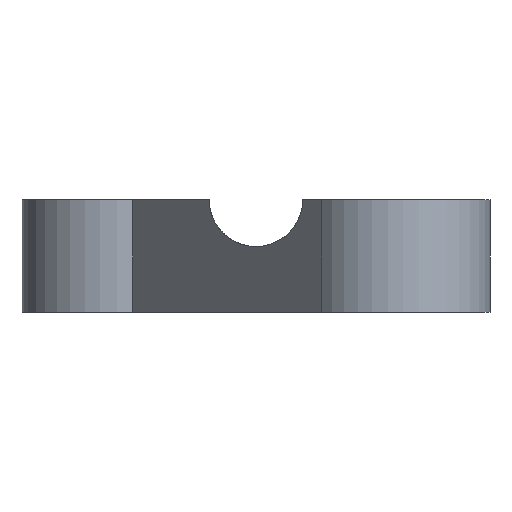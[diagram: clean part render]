
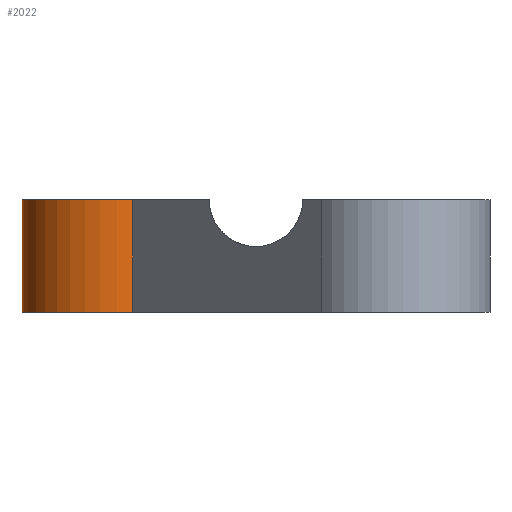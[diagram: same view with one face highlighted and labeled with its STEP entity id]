
A CAD part, front view. The second image highlights one B-rep face of the part: STEP entity #2022.
In plain terms, the highlighted cylindrical face has radius 10 mm (diameter 20 mm), a partial arc.
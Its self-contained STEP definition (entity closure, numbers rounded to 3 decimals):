
#43 = PLANE('',#44);
#44 = AXIS2_PLACEMENT_3D('',#45,#46,#47);
#45 = CARTESIAN_POINT('',(6.174,59.239,0.));
#46 = DIRECTION('',(0.,0.,1.));
#47 = DIRECTION('',(1.,0.,0.));
#140 = VERTEX_POINT('',#141);
#141 = CARTESIAN_POINT('',(6.174,59.239,0.));
#157 = PLANE('',#158);
#158 = AXIS2_PLACEMENT_3D('',#159,#160,#161);
#159 = CARTESIAN_POINT('',(7.6,71.55,0.));
#160 = DIRECTION('',(0.993,-0.115,0.));
#161 = DIRECTION('',(0.,0.,-1.));
#169 = EDGE_CURVE('',#140,#170,#172,.T.);
#170 = VERTEX_POINT('',#171);
#171 = CARTESIAN_POINT('',(11.815,40.166,0.));
#172 = SURFACE_CURVE('',#173,(#178,#185),.PCURVE_S1.);
#173 = CIRCLE('',#174,10.);
#174 = AXIS2_PLACEMENT_3D('',#175,#176,#177);
#175 = CARTESIAN_POINT('',(10.,50.,0.));
#176 = DIRECTION('',(0.,0.,1.));
#177 = DIRECTION('',(1.,0.,0.));
#178 = PCURVE('',#43,#179);
#179 = DEFINITIONAL_REPRESENTATION('',(#180),#184);
#180 = CIRCLE('',#181,10.);
#181 = AXIS2_PLACEMENT_2D('',#182,#183);
#182 = CARTESIAN_POINT('',(3.826,-9.239));
#183 = DIRECTION('',(1.,0.));
#184 = ( GEOMETRIC_REPRESENTATION_CONTEXT(2) 
PARAMETRIC_REPRESENTATION_CONTEXT() REPRESENTATION_CONTEXT('2D SPACE',''
  ) );
#185 = PCURVE('',#186,#191);
#186 = CYLINDRICAL_SURFACE('',#187,10.);
#187 = AXIS2_PLACEMENT_3D('',#188,#189,#190);
#188 = CARTESIAN_POINT('',(10.,50.,0.));
#189 = DIRECTION('',(0.,0.,1.));
#190 = DIRECTION('',(1.,0.,0.));
#191 = DEFINITIONAL_REPRESENTATION('',(#192),#196);
#192 = LINE('',#193,#194);
#193 = CARTESIAN_POINT('',(0.,0.));
#194 = VECTOR('',#195,1.);
#195 = DIRECTION('',(1.,0.));
#196 = ( GEOMETRIC_REPRESENTATION_CONTEXT(2) 
PARAMETRIC_REPRESENTATION_CONTEXT() REPRESENTATION_CONTEXT('2D SPACE',''
  ) );
#214 = PLANE('',#215);
#215 = AXIS2_PLACEMENT_3D('',#216,#217,#218);
#216 = CARTESIAN_POINT('',(18.5,31.5,0.));
#217 = DIRECTION('',(-0.792,-0.611,
    0.));
#218 = DIRECTION('',(0.,0.,-1.));
#1953 = EDGE_CURVE('',#140,#1954,#1956,.T.);
#1954 = VERTEX_POINT('',#1955);
#1955 = CARTESIAN_POINT('',(6.174,59.239,12.));
#1956 = SURFACE_CURVE('',#1957,(#1961,#1967),.PCURVE_S1.);
#1957 = LINE('',#1958,#1959);
#1958 = CARTESIAN_POINT('',(6.174,59.239,0.));
#1959 = VECTOR('',#1960,1.);
#1960 = DIRECTION('',(0.,0.,1.));
#1961 = PCURVE('',#157,#1962);
#1962 = DEFINITIONAL_REPRESENTATION('',(#1963),#1966);
#1963 = B_SPLINE_CURVE_WITH_KNOTS('',1,(#1964,#1965),.UNSPECIFIED.,.F.,
  .F.,(2,2),(0.,12.),.PIECEWISE_BEZIER_KNOTS.);
#1964 = CARTESIAN_POINT('',(0.,-12.393));
#1965 = CARTESIAN_POINT('',(-12.,-12.393));
#1966 = ( GEOMETRIC_REPRESENTATION_CONTEXT(2) 
PARAMETRIC_REPRESENTATION_CONTEXT() REPRESENTATION_CONTEXT('2D SPACE',''
  ) );
#1967 = PCURVE('',#186,#1968);
#1968 = DEFINITIONAL_REPRESENTATION('',(#1969),#1972);
#1969 = B_SPLINE_CURVE_WITH_KNOTS('',1,(#1970,#1971),.UNSPECIFIED.,.F.,
  .F.,(2,2),(0.,12.),.PIECEWISE_BEZIER_KNOTS.);
#1970 = CARTESIAN_POINT('',(1.963,0.));
#1971 = CARTESIAN_POINT('',(1.963,12.));
#1972 = ( GEOMETRIC_REPRESENTATION_CONTEXT(2) 
PARAMETRIC_REPRESENTATION_CONTEXT() REPRESENTATION_CONTEXT('2D SPACE',''
  ) );
#1990 = PLANE('',#1991);
#1991 = AXIS2_PLACEMENT_3D('',#1992,#1993,#1994);
#1992 = CARTESIAN_POINT('',(12.996,61.95,
    12.));
#1993 = DIRECTION('',(0.,0.,-1.));
#1994 = DIRECTION('',(-1.,0.,0.));
#2022 = ADVANCED_FACE('',(#2023),#186,.T.);
#2023 = FACE_BOUND('',#2024,.T.);
#2024 = EDGE_LOOP('',(#2025,#2053,#2054,#2055));
#2025 = ORIENTED_EDGE('',*,*,#2026,.F.);
#2026 = EDGE_CURVE('',#1954,#2027,#2029,.T.);
#2027 = VERTEX_POINT('',#2028);
#2028 = CARTESIAN_POINT('',(11.815,40.166,12.));
#2029 = SURFACE_CURVE('',#2030,(#2035,#2042),.PCURVE_S1.);
#2030 = CIRCLE('',#2031,10.);
#2031 = AXIS2_PLACEMENT_3D('',#2032,#2033,#2034);
#2032 = CARTESIAN_POINT('',(10.,50.,12.));
#2033 = DIRECTION('',(0.,0.,1.));
#2034 = DIRECTION('',(1.,0.,0.));
#2035 = PCURVE('',#186,#2036);
#2036 = DEFINITIONAL_REPRESENTATION('',(#2037),#2041);
#2037 = LINE('',#2038,#2039);
#2038 = CARTESIAN_POINT('',(0.,12.));
#2039 = VECTOR('',#2040,1.);
#2040 = DIRECTION('',(1.,0.));
#2041 = ( GEOMETRIC_REPRESENTATION_CONTEXT(2) 
PARAMETRIC_REPRESENTATION_CONTEXT() REPRESENTATION_CONTEXT('2D SPACE',''
  ) );
#2042 = PCURVE('',#1990,#2043);
#2043 = DEFINITIONAL_REPRESENTATION('',(#2044),#2052);
#2044 = ( BOUNDED_CURVE() B_SPLINE_CURVE(2,(#2045,#2046,#2047,#2048,
#2049,#2050,#2051),.UNSPECIFIED.,.T.,.F.) B_SPLINE_CURVE_WITH_KNOTS((1,2
    ,2,2,2,1),(-2.094,0.,2.094,4.189,
6.283,8.378),.UNSPECIFIED.) CURVE() 
GEOMETRIC_REPRESENTATION_ITEM() RATIONAL_B_SPLINE_CURVE((1.,0.5,1.,0.5,
1.,0.5,1.)) REPRESENTATION_ITEM('') );
#2045 = CARTESIAN_POINT('',(-7.004,-11.95));
#2046 = CARTESIAN_POINT('',(-7.004,5.371));
#2047 = CARTESIAN_POINT('',(7.996,-3.289));
#2048 = CARTESIAN_POINT('',(22.996,-11.95));
#2049 = CARTESIAN_POINT('',(7.996,-20.61));
#2050 = CARTESIAN_POINT('',(-7.004,-29.27));
#2051 = CARTESIAN_POINT('',(-7.004,-11.95));
#2052 = ( GEOMETRIC_REPRESENTATION_CONTEXT(2) 
PARAMETRIC_REPRESENTATION_CONTEXT() REPRESENTATION_CONTEXT('2D SPACE',''
  ) );
#2053 = ORIENTED_EDGE('',*,*,#1953,.F.);
#2054 = ORIENTED_EDGE('',*,*,#169,.T.);
#2055 = ORIENTED_EDGE('',*,*,#2056,.T.);
#2056 = EDGE_CURVE('',#170,#2027,#2057,.T.);
#2057 = SURFACE_CURVE('',#2058,(#2062,#2068),.PCURVE_S1.);
#2058 = LINE('',#2059,#2060);
#2059 = CARTESIAN_POINT('',(11.815,40.166,
    0.));
#2060 = VECTOR('',#2061,1.);
#2061 = DIRECTION('',(0.,0.,1.));
#2062 = PCURVE('',#186,#2063);
#2063 = DEFINITIONAL_REPRESENTATION('',(#2064),#2067);
#2064 = B_SPLINE_CURVE_WITH_KNOTS('',1,(#2065,#2066),.UNSPECIFIED.,.F.,
  .F.,(2,2),(0.,12.),.PIECEWISE_BEZIER_KNOTS.);
#2065 = CARTESIAN_POINT('',(4.895,0.));
#2066 = CARTESIAN_POINT('',(4.895,12.));
#2067 = ( GEOMETRIC_REPRESENTATION_CONTEXT(2) 
PARAMETRIC_REPRESENTATION_CONTEXT() REPRESENTATION_CONTEXT('2D SPACE',''
  ) );
#2068 = PCURVE('',#214,#2069);
#2069 = DEFINITIONAL_REPRESENTATION('',(#2070),#2073);
#2070 = B_SPLINE_CURVE_WITH_KNOTS('',1,(#2071,#2072),.UNSPECIFIED.,.F.,
  .F.,(2,2),(0.,12.),.PIECEWISE_BEZIER_KNOTS.);
#2071 = CARTESIAN_POINT('',(0.,-10.945));
#2072 = CARTESIAN_POINT('',(-12.,-10.945));
#2073 = ( GEOMETRIC_REPRESENTATION_CONTEXT(2) 
PARAMETRIC_REPRESENTATION_CONTEXT() REPRESENTATION_CONTEXT('2D SPACE',''
  ) );
